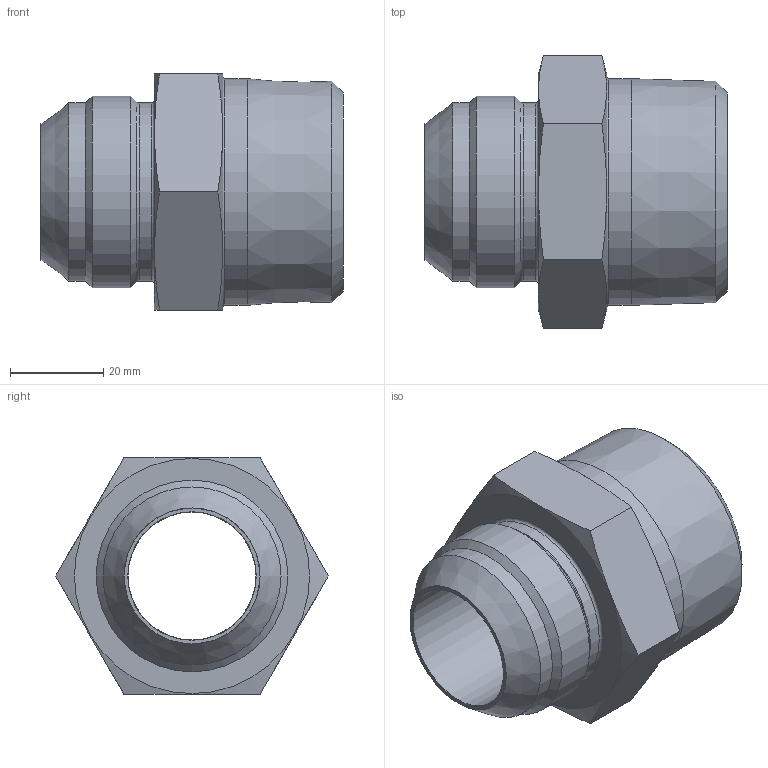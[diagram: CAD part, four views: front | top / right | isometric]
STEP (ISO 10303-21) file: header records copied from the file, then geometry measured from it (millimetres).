
FILE_DESCRIPTION(/* description */ (''),/* implementation_level */ '2;1');
FILE_NAME(/* name */ '20-24 FTX.stp',/* time_stamp */ '2016-01-27T15:00:22-05:00',/* author */ ('521589'),/* organization */ (''),/* preprocessor_version */ 'ST-DEVELOPER v15.2',/* originating_system */ 'Autodesk Inventor 2014',/* authorisation */ '');
FILE_SCHEMA (('AUTOMOTIVE_DESIGN { 1 0 10303 214 3 1 1 }'));
Length unit declared in the file: inch
Products named in the file (1): 560230_TFD
Bounding box: 64.77 x 58.44 x 50.61 mm (x, y, z)
Volume: 68660.8 mm3; surface area: 17555.5 mm2
Topology: 1 solids, 1 shells, 27 faces, 55 edges, 32 vertices
Faces by surface type: plane 10, cone 8, cylinder 5, torus 4
Full cylindrical faces by diameter (mm): 27.381 x1, 38.151 x2, 41.084 x1, 48.545 x1
Entity records: 630 total; most frequent: CARTESIAN_POINT 122, DIRECTION 102, ORIENTED_EDGE 76, EDGE_LOOP 48, AXIS2_PLACEMENT_3D 48, EDGE_CURVE 38, VERTEX_POINT 32, ADVANCED_FACE 27
